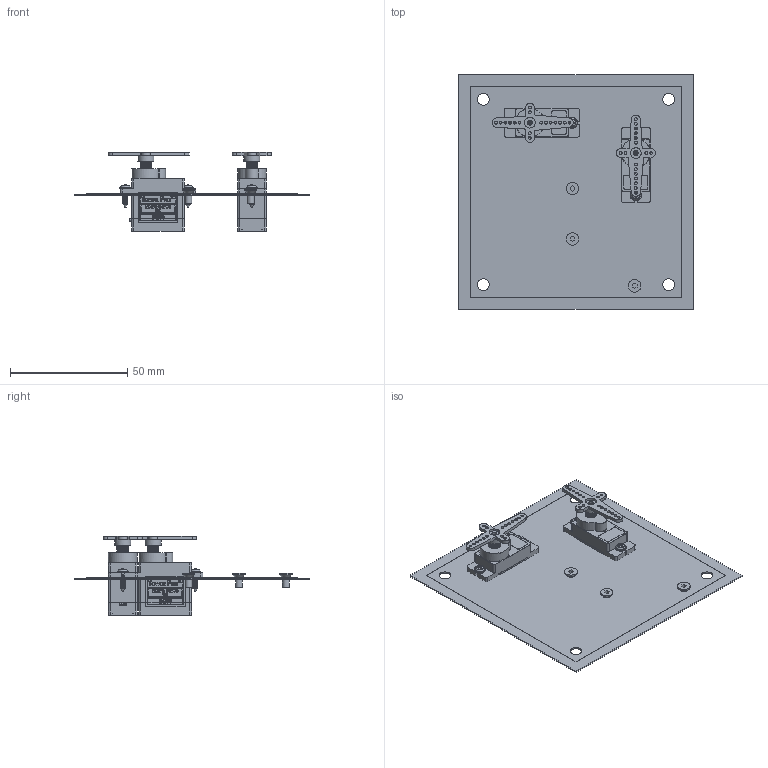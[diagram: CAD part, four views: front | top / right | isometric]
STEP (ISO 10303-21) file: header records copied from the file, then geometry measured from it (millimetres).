
FILE_DESCRIPTION(/* description */ (''),/* implementation_level */ '2;1');
FILE_NAME(/* name */ 'Cara Superior- STEP.step',/* time_stamp */ '2023-11-15T10:42:56-05:00',/* author */ (''),/* organization */ (''),/* preprocessor_version */ 'ST-DEVELOPER v20',/* originating_system */ 'Autodesk Translation Framework v12.14.0.127',/* authorisation */ '');
FILE_SCHEMA (('AUTOMOTIVE_DESIGN { 1 0 10303 214 3 1 1 }'));
Length unit declared in the file: millimetre
Products named in the file (6): Configuración 1; SG90 - Micro Servo 9g - Tower Pro.1_Pea; SG90 - Micro Servo 9g - Tower Pro.4_Pea; SG90 - Micro Servo 9g - Tower Pro.5_BS EN ISO 7045 - M2 x 8 - Z - 8S; SG90 - Micro Servo 9g - Tower Pro.6_BS EN ISO 7045 - M2 x 4 - Z - 4S; Tornillo brochado de cabeza plana avellanada con hueco hexagonal ASME
 B18.3.5M - M3x6 Acero grado 2 Normal v1
Assembly tree (13 placements, depth 2):
  Configuración 1
    SG90 - Micro Servo 9g - Tower Pro.1_Pea  x2
    SG90 - Micro Servo 9g - Tower Pro.4_Pea  x2
    SG90 - Micro Servo 9g - Tower Pro.5_BS EN ISO 7045 - M2 x 8 - Z - 8S  x4
    SG90 - Micro Servo 9g - Tower Pro.6_BS EN ISO 7045 - M2 x 4 - Z - 4S  x2
    Tornillo brochado de cabeza plana avellanada con hueco hexagonal ASME
 B18.3.5M - M3x6 Acero grado 2 Normal v1  x3
Bounding box: 100 x 100 x 33.75 mm (x, y, z)
Volume: 20770.5 mm3; surface area: 32302.8 mm2
Topology: 38 solids, 38 shells, 2133 faces, 6854 edges, 5039 vertices
Faces by surface type: plane 1280, cylinder 521, cone 209, torus 67, bspline 46, sphere 10
Full cylindrical faces by diameter (mm): 0.2 x2, 0.5 x2, 1 x6, 1.2 x34, 1.6 x4, 1.8 x8, 2 x86, 2.1 x2, 2.927 x3, 3 x3, 3.1 x2, 4.6 x2, 4.8 x4, 5 x6, 5.35 x3, 6.9 x2
Entity records: 43398 total; most frequent: CARTESIAN_POINT 14531, ORIENTED_EDGE 6460, DIRECTION 5343, EDGE_CURVE 3230, VERTEX_POINT 2391, LINE 1889, VECTOR 1889, AXIS2_PLACEMENT_3D 1727
